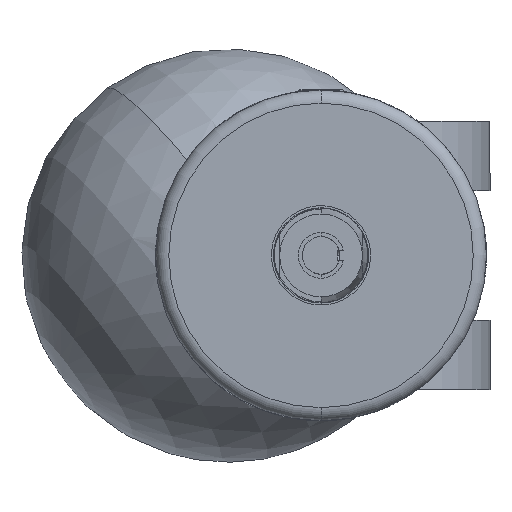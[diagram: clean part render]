
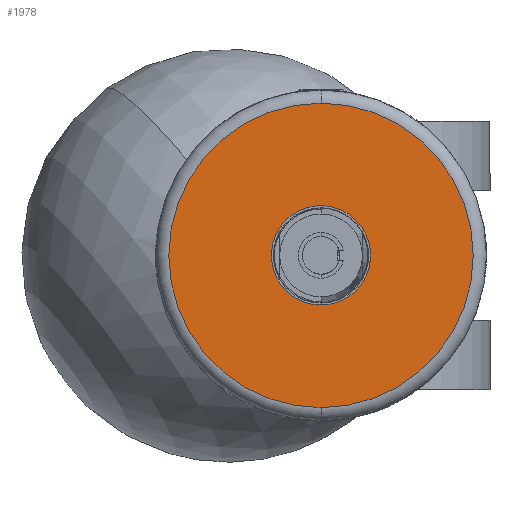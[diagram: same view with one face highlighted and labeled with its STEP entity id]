
A CAD part, left-side view. The second image highlights one B-rep face of the part: STEP entity #1978.
In plain terms, the highlighted planar face has unit normal (-1, 0, 0).
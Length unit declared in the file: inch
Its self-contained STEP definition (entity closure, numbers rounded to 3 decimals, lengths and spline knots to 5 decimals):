
#158 = DIRECTION ( 'NONE',  ( -1., 0., 0. ) ) ;
#225 = CARTESIAN_POINT ( 'NONE',  ( -0.0265, 0., 0. ) ) ;
#266 = AXIS2_PLACEMENT_3D ( 'NONE', #404, #3636, #6859 ) ;
#327 = VERTEX_POINT ( 'NONE', #9446 ) ;
#398 = CARTESIAN_POINT ( 'NONE',  ( -0.0265, 0., 0. ) ) ;
#404 = CARTESIAN_POINT ( 'NONE',  ( -0.0265, 0., 0. ) ) ;
#535 = VERTEX_POINT ( 'NONE', #9983 ) ;
#551 = DIRECTION ( 'NONE',  ( -1., 0., 0. ) ) ;
#681 = CIRCLE ( 'NONE', #3091, 0.46 ) ;
#754 = VERTEX_POINT ( 'NONE', #11478 ) ;
#1015 = EDGE_LOOP ( 'NONE', ( #6709, #7407 ) ) ;
#1978 = ADVANCED_FACE ( 'NONE', ( #11271, #1986 ), #6152, .F. ) ;
#1986 = FACE_OUTER_BOUND ( 'NONE', #1015, .T. ) ;
#2132 = CARTESIAN_POINT ( 'NONE',  ( -0.0265, 0.5, 0. ) ) ;
#2212 = AXIS2_PLACEMENT_3D ( 'NONE', #225, #158, #4283 ) ;
#2881 = AXIS2_PLACEMENT_3D ( 'NONE', #398, #11837, #7585 ) ;
#3091 = AXIS2_PLACEMENT_3D ( 'NONE', #9832, #551, #4792 ) ;
#3636 = DIRECTION ( 'NONE',  ( -1., 0., 0. ) ) ;
#4059 = ORIENTED_EDGE ( 'NONE', *, *, #7039, .F. ) ;
#4283 = DIRECTION ( 'NONE',  ( 0., 0., 1. ) ) ;
#4535 = ORIENTED_EDGE ( 'NONE', *, *, #6479, .F. ) ;
#4792 = DIRECTION ( 'NONE',  ( 0., 0., -1. ) ) ;
#5253 = DIRECTION ( 'NONE',  ( 1., 0., 0. ) ) ;
#5258 = CIRCLE ( 'NONE', #2881, 0.46 ) ;
#5711 = CIRCLE ( 'NONE', #2212, 0.0805 ) ;
#6152 = PLANE ( 'NONE',  #12047 ) ;
#6479 = EDGE_CURVE ( 'NONE', #754, #327, #10233, .T. ) ;
#6709 = ORIENTED_EDGE ( 'NONE', *, *, #12411, .T. ) ;
#6859 = DIRECTION ( 'NONE',  ( 0., 0., 1. ) ) ;
#7039 = EDGE_CURVE ( 'NONE', #327, #754, #5711, .T. ) ;
#7142 = EDGE_LOOP ( 'NONE', ( #4059, #4535 ) ) ;
#7407 = ORIENTED_EDGE ( 'NONE', *, *, #12341, .T. ) ;
#7585 = DIRECTION ( 'NONE',  ( 0., 0., -1. ) ) ;
#8584 = CARTESIAN_POINT ( 'NONE',  ( -0.0265, 0., 0.46 ) ) ;
#9446 = CARTESIAN_POINT ( 'NONE',  ( -0.0265, 0., 0.0805 ) ) ;
#9546 = DIRECTION ( 'NONE',  ( 0., 0., -1. ) ) ;
#9832 = CARTESIAN_POINT ( 'NONE',  ( -0.0265, 0., 0. ) ) ;
#9983 = CARTESIAN_POINT ( 'NONE',  ( -0.0265, 0., -0.46 ) ) ;
#9991 = VERTEX_POINT ( 'NONE', #8584 ) ;
#10233 = CIRCLE ( 'NONE', #266, 0.0805 ) ;
#11271 = FACE_BOUND ( 'NONE', #7142, .T. ) ;
#11478 = CARTESIAN_POINT ( 'NONE',  ( -0.0265, 0., -0.0805 ) ) ;
#11837 = DIRECTION ( 'NONE',  ( -1., 0., 0. ) ) ;
#12047 = AXIS2_PLACEMENT_3D ( 'NONE', #2132, #5253, #9546 ) ;
#12341 = EDGE_CURVE ( 'NONE', #9991, #535, #5258, .T. ) ;
#12411 = EDGE_CURVE ( 'NONE', #535, #9991, #681, .T. ) ;
